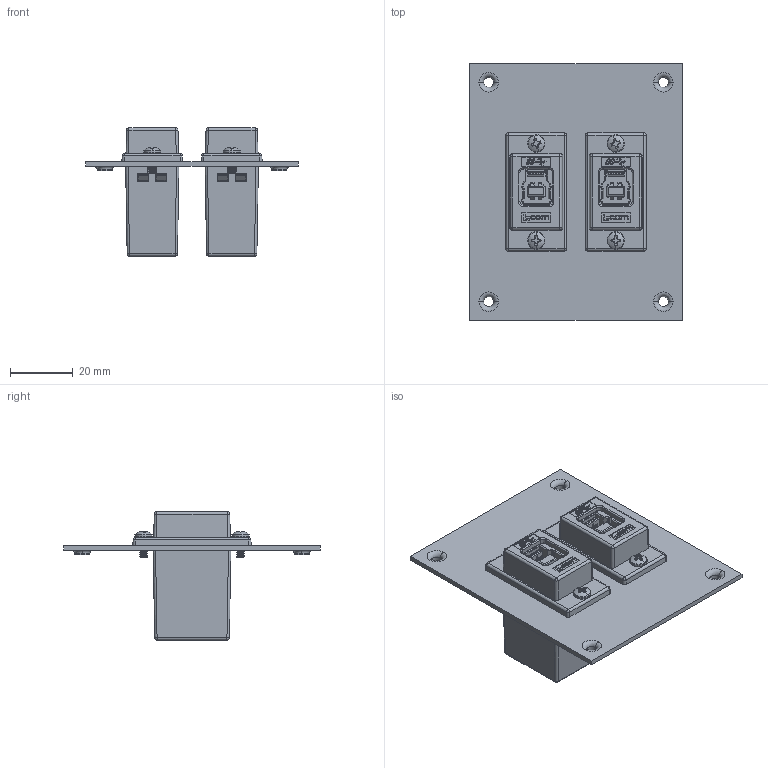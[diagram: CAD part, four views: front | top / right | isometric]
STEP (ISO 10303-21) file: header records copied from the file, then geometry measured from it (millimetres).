
FILE_DESCRIPTION (( 'STEP AP214' ), '1' );
FILE_NAME ('USP2ECF3-3BA-IVY_3D.step', '2024-05-30T19:03:26', ( '' ), ( '' ), 'SwSTEP 2.0', 'SolidWorks 2022', '' );
FILE_SCHEMA (( 'AUTOMOTIVE_DESIGN' ));
Length unit declared in the file: inch
Products named in the file (11): USP2ECF3-3BA-IVY_3D; Copy of ECF504-3AB-MA1^ECF504-3BA-IVORY_USP2ECF3-3BA-IVY; Copy of 1AA05-054^Copy of ECF504-3AB-MA1_ECF504-3BA-IVORY_USP2ECF3-3BA-IVY_Crimped; 91772A106_91772A106; Copy of 1AA05-120^Copy of ECF504-3AB-MA1_ECF504-3BA-IVORY_USP2ECF3-3BA-IVY_90 deg bend; Copy of 1AM07-127^ECF504-3BA-IVORY_USP2ECF3-3BA-IVY_默认; ECF504-3BA-IVORY^USP2ECF3-3BA-IVY_NEW STYLE; Copy of 1AG01-312^ECF504-3BA-IVORY_USP2ECF3-3BA-IVY; Copy of 1AG01-313^ECF504-3BA-IVORY_USP2ECF3-3BA-IVY; USP229B3; Copy of 1BC01-108^Copy of ECF504-3AB-MA1_ECF504-3BA-IVORY_USP2ECF3-3BA-IVY
Assembly tree (14 placements, depth 4):
  USP2ECF3-3BA-IVY_3D
    USP229B3
    ECF504-3BA-IVORY^USP2ECF3-3BA-IVY_NEW STYLE  x2
      Copy of ECF504-3AB-MA1^ECF504-3BA-IVORY_USP2ECF3-3BA-IVY
        Copy of 1BC01-108^Copy of ECF504-3AB-MA1_ECF504-3BA-IVORY_USP2ECF3-3BA-IVY
        Copy of 1AA05-054^Copy of ECF504-3AB-MA1_ECF504-3BA-IVORY_USP2ECF3-3BA-IVY_Crimped
        Copy of 1AA05-120^Copy of ECF504-3AB-MA1_ECF504-3BA-IVORY_USP2ECF3-3BA-IVY_90 deg bend
      Copy of 1AG01-313^ECF504-3BA-IVORY_USP2ECF3-3BA-IVY
      Copy of 1AG01-312^ECF504-3BA-IVORY_USP2ECF3-3BA-IVY
      Copy of 1AM07-127^ECF504-3BA-IVORY_USP2ECF3-3BA-IVY_默认
    91772A106_91772A106  x4
Bounding box: 68.07 x 82.04 x 41.06 mm (x, y, z)
Volume: 27805.3 mm3; surface area: 40315.9 mm2
Topology: 35 solids, 35 shells, 6326 faces, 17078 edges, 11168 vertices
Faces by surface type: plane 3618, cylinder 1460, bspline 1008, torus 124, cone 76, sphere 40
Entity records: 137629 total; most frequent: CARTESIAN_POINT 49085, ORIENTED_EDGE 16618, DIRECTION 13411, EDGE_CURVE 8309, LINE 5739, VECTOR 5739, VERTEX_POINT 5435, AXIS2_PLACEMENT_3D 3836
